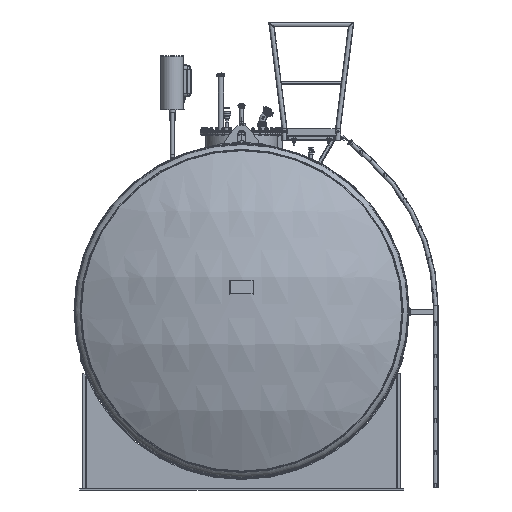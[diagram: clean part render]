
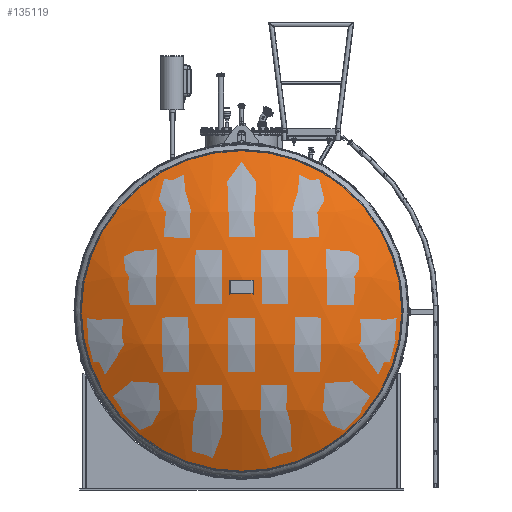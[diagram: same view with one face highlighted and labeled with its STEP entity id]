
A CAD part, left-side view. The second image highlights one B-rep face of the part: STEP entity #135119.
In plain terms, the highlighted spherical face has radius 2909 mm.
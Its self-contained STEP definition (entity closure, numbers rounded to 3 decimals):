
#1958=SPHERICAL_SURFACE('',#143031,2909.);
#11510=FACE_OUTER_BOUND('',#19241,.T.);
#19241=EDGE_LOOP('',(#87647));
#28660=CIRCLE('',#143029,1395.006);
#55593=VERTEX_POINT('',#190758);
#68141=EDGE_CURVE('',#55593,#55593,#28660,.T.);
#87647=ORIENTED_EDGE('',*,*,#68141,.T.);
#135119=ADVANCED_FACE('',(#11510),#1958,.T.);
#143029=AXIS2_PLACEMENT_3D('',#190759,#155501,#155502);
#143031=AXIS2_PLACEMENT_3D('',#190761,#155505,#155506);
#155501=DIRECTION('center_axis',(-1.,0.,0.));
#155502=DIRECTION('ref_axis',(0.,-1.,0.));
#155505=DIRECTION('center_axis',(0.,0.,1.));
#155506=DIRECTION('ref_axis',(0.,-1.,0.));
#190758=CARTESIAN_POINT('',(-124.224,0.,1395.006));
#190759=CARTESIAN_POINT('Origin',(-124.224,0.,0.));
#190761=CARTESIAN_POINT('Origin',(2428.469,0.,0.));
